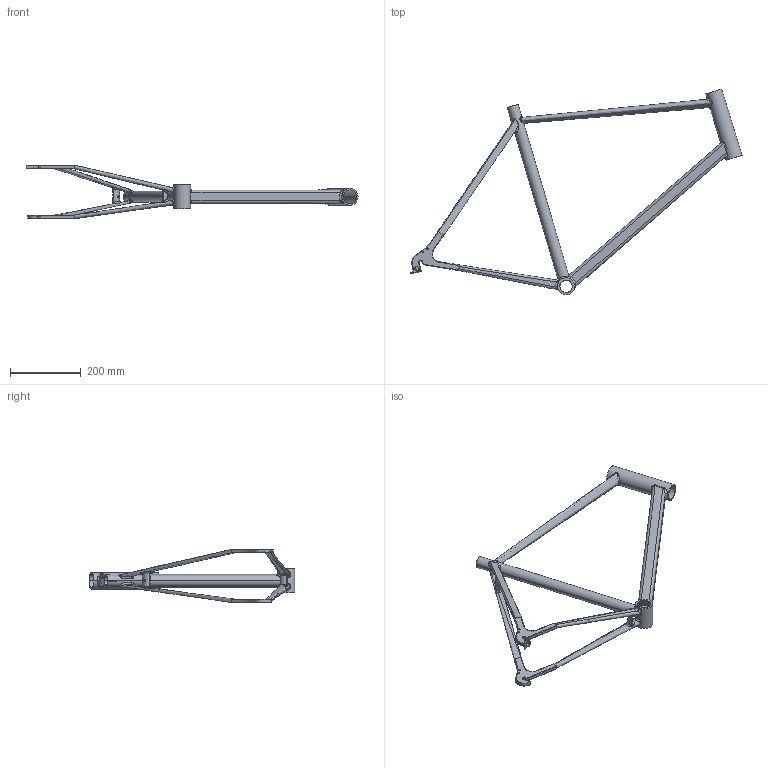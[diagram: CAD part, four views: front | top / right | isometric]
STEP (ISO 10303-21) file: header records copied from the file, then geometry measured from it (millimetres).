
FILE_DESCRIPTION (( 'STEP AP203' ), '1' );
FILE_NAME ('Bike Frame.STEP', '2025-06-05T08:00:33', ( '' ), ( '' ), 'SwSTEP 2.0', 'SolidWorks 2022', '' );
FILE_SCHEMA (( 'CONFIG_CONTROL_DESIGN' ));
Length unit declared in the file: millimetre
Products named in the file (1): Bike Frame
Bounding box: 935.33 x 579.79 x 150 mm (x, y, z)
Volume: 1025656 mm3; surface area: 492030.3 mm2
Topology: 1 solids, 2 shells, 311 faces, 886 edges, 567 vertices
Faces by surface type: cylinder 130, plane 72, bspline 70, torus 32, cone 7
Entity records: 26038 total; most frequent: CARTESIAN_POINT 18729, ORIENTED_EDGE 1772, DIRECTION 1239, EDGE_CURVE 886, VERTEX_POINT 567, AXIS2_PLACEMENT_3D 472, EDGE_LOOP 331, ADVANCED_FACE 311
